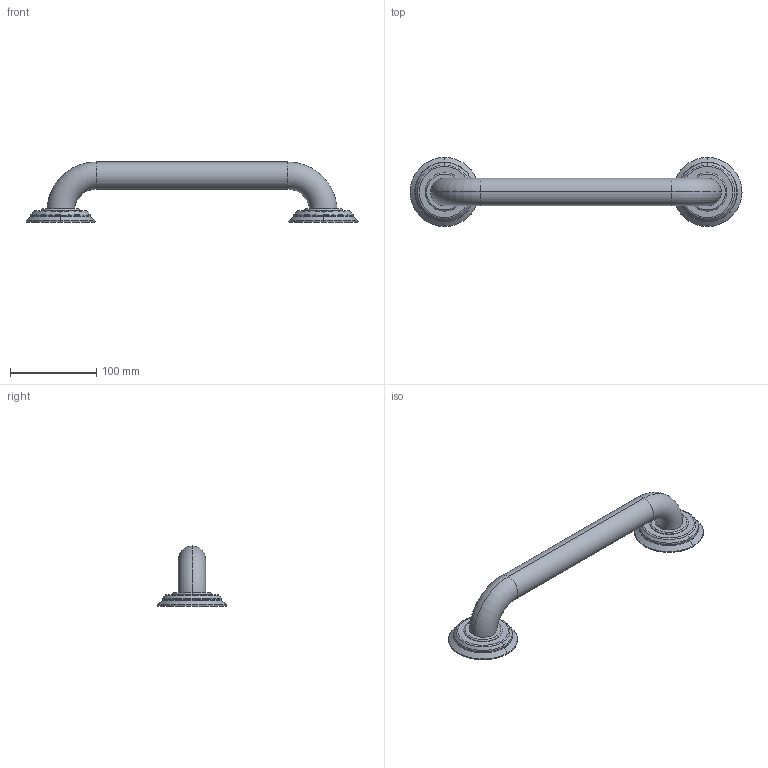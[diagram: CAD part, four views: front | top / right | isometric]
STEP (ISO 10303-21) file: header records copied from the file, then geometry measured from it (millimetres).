
FILE_DESCRIPTION((''),'2;1');
FILE_NAME('2400-3912','2021-06-14T14:23:54',('rsmith'),(''),'CREO PARAMETRIC BY PTC INC, 2018400','CREO PARAMETRIC BY PTC INC, 2018400','');
FILE_SCHEMA(('AUTOMOTIVE_DESIGN { 1 0 10303 214 1 1 1 1 }'));
Length unit declared in the file: inch
Products named in the file (1): 2400-3912
Bounding box: 384.9 x 80.1 x 69.6 mm (x, y, z)
Volume: 384558.5 mm3; surface area: 57422.5 mm2
Topology: 1 solids, 1 shells, 50 faces, 108 edges, 62 vertices
Faces by surface type: torus 24, cylinder 10, plane 8, cone 8
Entity records: 2318 total; most frequent: CARTESIAN_POINT 446, DIRECTION 274, ORIENTED_EDGE 216, COLOUR_RGB 146, PRESENTATION_STYLE_ASSIGNMENT 137, AXIS2_PLACEMENT_3D 128, STYLED_ITEM 109, CURVE_STYLE 108
